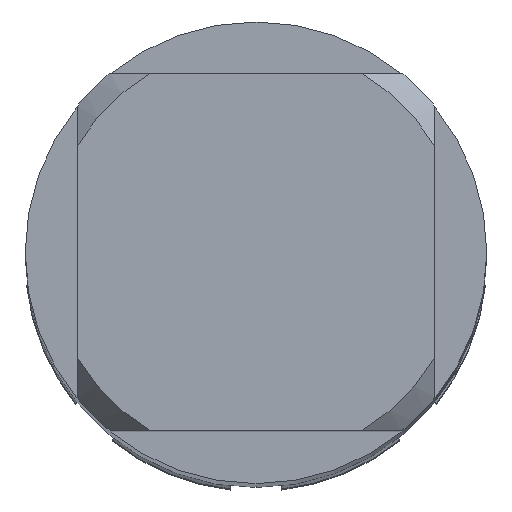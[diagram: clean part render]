
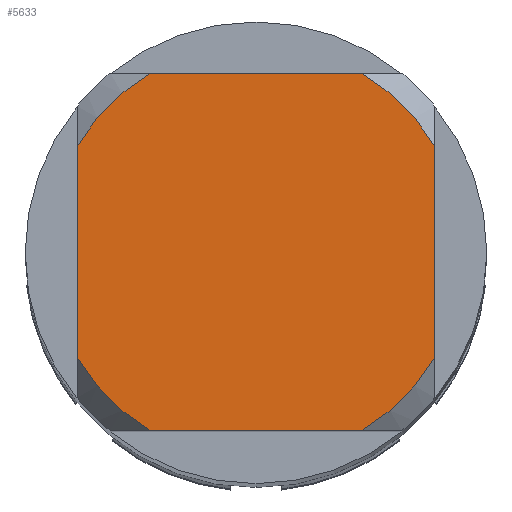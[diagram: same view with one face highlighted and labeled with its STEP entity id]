
A CAD part, top view. The second image highlights one B-rep face of the part: STEP entity #5633.
In plain terms, the highlighted planar face has unit normal (0, 0, 1).
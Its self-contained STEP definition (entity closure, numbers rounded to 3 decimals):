
#4065=EDGE_CURVE('',#7111,#5881,#11031,.T.);
#4427=EDGE_CURVE('',#4861,#7615,#11428,.T.);
#4861=VERTEX_POINT('',#11894);
#5633=ADVANCED_FACE('',(#12728),#12729,.T.);
#5881=VERTEX_POINT('',#12992);
#5889=EDGE_CURVE('',#6745,#7615,#13000,.T.);
#6745=VERTEX_POINT('',#13931);
#7111=VERTEX_POINT('',#14332);
#7465=EDGE_CURVE('',#9651,#10135,#14716,.T.);
#7615=VERTEX_POINT('',#14881);
#8379=VERTEX_POINT('',#15710);
#8737=EDGE_CURVE('',#7111,#8379,#16092,.T.);
#9113=EDGE_CURVE('',#9651,#5881,#16504,.T.);
#9425=EDGE_CURVE('',#6745,#8379,#16848,.T.);
#9651=VERTEX_POINT('',#17089);
#9677=EDGE_CURVE('',#4861,#10135,#17116,.T.);
#10135=VERTEX_POINT('',#17612);
#11031=LINE('',#19008,#19009);
#11428=LINE('',#19694,#19695);
#11894=CARTESIAN_POINT('',(-1.83,-3.1,0.0));
#12728=FACE_OUTER_BOUND('',#22117,.T.);
#12729=PLANE('',#22118);
#12992=CARTESIAN_POINT('',(-1.83,3.1,0.0));
#13000=CIRCLE('',#22596,3.6);
#13931=CARTESIAN_POINT('',(3.1,-1.83,0.0));
#14332=CARTESIAN_POINT('',(1.83,3.1,0.0));
#14716=LINE('',#25666,#25667);
#14881=CARTESIAN_POINT('',(1.83,-3.1,0.0));
#15710=CARTESIAN_POINT('',(3.1,1.83,0.0));
#16092=CIRCLE('',#28116,3.6);
#16504=CIRCLE('',#28805,3.6);
#16848=LINE('',#29364,#29365);
#17089=CARTESIAN_POINT('',(-3.1,1.83,0.0));
#17116=CIRCLE('',#29861,3.6);
#17612=CARTESIAN_POINT('',(-3.1,-1.83,0.0));
#19008=CARTESIAN_POINT('',(0.0,3.1,0.0));
#19009=VECTOR('',#31970,1.0);
#19694=CARTESIAN_POINT('',(0.0,-3.1,0.0));
#19695=VECTOR('',#32491,1.0);
#22117=EDGE_LOOP('',(#33649,#33650,#33651,#33652,#33653,#33654,#33655,#33656));
#22118=AXIS2_PLACEMENT_3D('',#33657,#33658,#33659);
#22596=AXIS2_PLACEMENT_3D('',#33880,#33881,#33882);
#25666=CARTESIAN_POINT('',(-3.1,0.9,0.0));
#25667=VECTOR('',#35915,1.0);
#28116=AXIS2_PLACEMENT_3D('',#37279,#37280,#37281);
#28805=AXIS2_PLACEMENT_3D('',#37716,#37717,#37718);
#29364=CARTESIAN_POINT('',(3.1,0.9,0.0));
#29365=VECTOR('',#38232,1.0);
#29861=AXIS2_PLACEMENT_3D('',#38526,#38527,#38528);
#31970=DIRECTION('',(-1.0,0.0,0.0));
#32491=DIRECTION('',(1.0,0.0,0.0));
#33649=ORIENTED_EDGE('',*,*,#7465,.T.);
#33650=ORIENTED_EDGE('',*,*,#9677,.F.);
#33651=ORIENTED_EDGE('',*,*,#4427,.T.);
#33652=ORIENTED_EDGE('',*,*,#5889,.F.);
#33653=ORIENTED_EDGE('',*,*,#9425,.T.);
#33654=ORIENTED_EDGE('',*,*,#8737,.F.);
#33655=ORIENTED_EDGE('',*,*,#4065,.T.);
#33656=ORIENTED_EDGE('',*,*,#9113,.F.);
#33657=CARTESIAN_POINT('',(0.0,1.8,0.0));
#33658=DIRECTION('',(-0.0,0.0,1.0));
#33659=DIRECTION('',(0.0,-1.0,0.0));
#33880=CARTESIAN_POINT('',(0.0,0.0,0.0));
#33881=DIRECTION('',(0.0,0.0,-1.0));
#33882=DIRECTION('',(0.0,1.0,0.0));
#35915=DIRECTION('',(-0.0,-1.0,0.0));
#37279=CARTESIAN_POINT('',(0.0,0.0,0.0));
#37280=DIRECTION('',(0.0,0.0,-1.0));
#37281=DIRECTION('',(0.0,1.0,0.0));
#37716=CARTESIAN_POINT('',(0.0,0.0,0.0));
#37717=DIRECTION('',(0.0,0.0,-1.0));
#37718=DIRECTION('',(0.0,1.0,0.0));
#38232=DIRECTION('',(-0.0,1.0,0.0));
#38526=CARTESIAN_POINT('',(0.0,0.0,0.0));
#38527=DIRECTION('',(0.0,0.0,-1.0));
#38528=DIRECTION('',(0.0,1.0,0.0));
